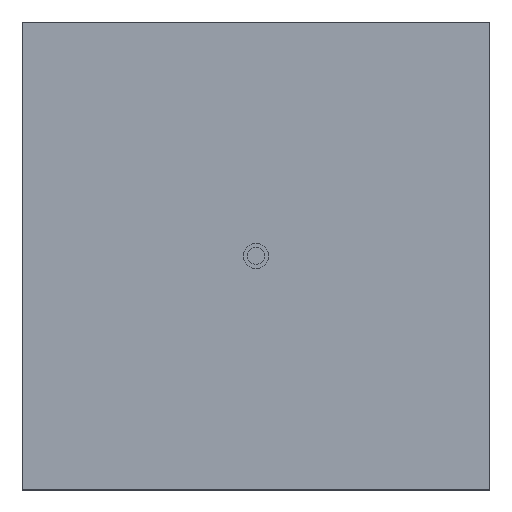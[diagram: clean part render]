
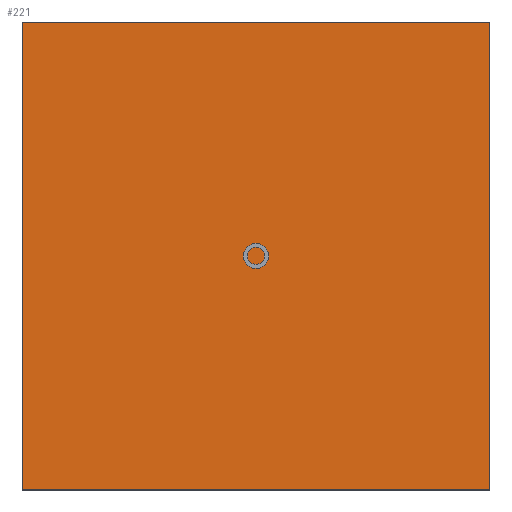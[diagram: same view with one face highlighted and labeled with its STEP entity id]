
A CAD part, top view. The second image highlights one B-rep face of the part: STEP entity #221.
In plain terms, the highlighted planar face has unit normal (0, 0, 1).
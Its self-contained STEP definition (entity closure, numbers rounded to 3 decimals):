
#63=FACE_OUTER_BOUND('',#75,.T.);
#75=EDGE_LOOP('',(#165,#166,#167,#168));
#89=LINE('',#345,#107);
#90=LINE('',#347,#108);
#91=LINE('',#349,#109);
#92=LINE('',#350,#110);
#107=VECTOR('',#270,304.8);
#108=VECTOR('',#271,304.8);
#109=VECTOR('',#272,304.8);
#110=VECTOR('',#273,304.8);
#125=VERTEX_POINT('',#343);
#126=VERTEX_POINT('',#344);
#127=VERTEX_POINT('',#346);
#128=VERTEX_POINT('',#348);
#141=EDGE_CURVE('',#125,#126,#89,.T.);
#142=EDGE_CURVE('',#126,#127,#90,.T.);
#143=EDGE_CURVE('',#127,#128,#91,.T.);
#144=EDGE_CURVE('',#128,#125,#92,.T.);
#165=ORIENTED_EDGE('',*,*,#141,.T.);
#166=ORIENTED_EDGE('',*,*,#142,.T.);
#167=ORIENTED_EDGE('',*,*,#143,.T.);
#168=ORIENTED_EDGE('',*,*,#144,.T.);
#213=PLANE('',#237);
#221=ADVANCED_FACE('',(#63),#213,.T.);
#237=AXIS2_PLACEMENT_3D('',#342,#268,#269);
#268=DIRECTION('center_axis',(0.,0.,1.));
#269=DIRECTION('ref_axis',(-1.,0.,0.));
#270=DIRECTION('',(-1.,0.,0.));
#271=DIRECTION('',(0.,-1.,0.));
#272=DIRECTION('',(1.,0.,0.));
#273=DIRECTION('',(0.,1.,0.));
#342=CARTESIAN_POINT('Origin',(-824.857,1219.2,0.));
#343=CARTESIAN_POINT('',(1219.2,1219.2,0.));
#344=CARTESIAN_POINT('',(-1219.2,1219.2,0.));
#345=CARTESIAN_POINT('',(1219.2,1219.2,0.));
#346=CARTESIAN_POINT('',(-1219.2,-1219.2,0.));
#347=CARTESIAN_POINT('',(-1219.2,1219.2,0.));
#348=CARTESIAN_POINT('',(1219.2,-1219.2,0.));
#349=CARTESIAN_POINT('',(-1219.2,-1219.2,0.));
#350=CARTESIAN_POINT('',(1219.2,-1219.2,0.));
